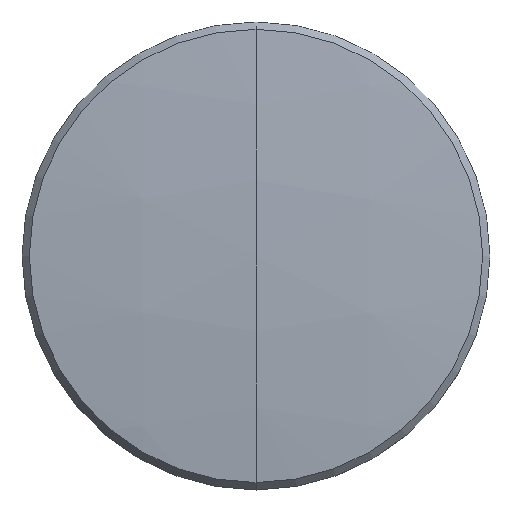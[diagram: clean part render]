
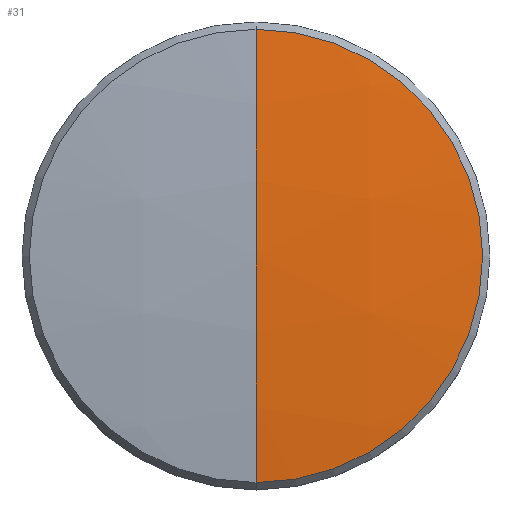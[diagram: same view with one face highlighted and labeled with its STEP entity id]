
A CAD part, top view. The second image highlights one B-rep face of the part: STEP entity #31.
In plain terms, the highlighted spherical face has radius 56.106 mm.
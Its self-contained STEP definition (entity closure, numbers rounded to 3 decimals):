
#28 = AXIS2_PLACEMENT_3D ( 'NONE', #129, #224, #78 ) ;
#31 = ADVANCED_FACE ( 'NONE', ( #36 ), #97, .T. ) ;
#36 = FACE_OUTER_BOUND ( 'NONE', #254, .T. ) ;
#38 = CARTESIAN_POINT ( 'NONE',  ( 0., 0., -54.926 ) ) ;
#41 = CARTESIAN_POINT ( 'NONE',  ( 0., 6.152, 0.842 ) ) ;
#42 = EDGE_CURVE ( 'NONE', #113, #68, #43, .T. ) ;
#43 = CIRCLE ( 'NONE', #265, 56.106 ) ;
#45 = DIRECTION ( 'NONE',  ( 0., 0., 1. ) ) ;
#50 = CIRCLE ( 'NONE', #201, 56.106 ) ;
#68 = VERTEX_POINT ( 'NONE', #125 ) ;
#78 = DIRECTION ( 'NONE',  ( 0., 1., 0. ) ) ;
#80 = DIRECTION ( 'NONE',  ( 1., 0., 0. ) ) ;
#97 = SPHERICAL_SURFACE ( 'NONE', #28, 56.106 ) ;
#104 = ORIENTED_EDGE ( 'NONE', *, *, #144, .T. ) ;
#107 = AXIS2_PLACEMENT_3D ( 'NONE', #160, #45, #163 ) ;
#110 = VERTEX_POINT ( 'NONE', #41 ) ;
#113 = VERTEX_POINT ( 'NONE', #149 ) ;
#125 = CARTESIAN_POINT ( 'NONE',  ( 0., -6.152, 0.842 ) ) ;
#126 = DIRECTION ( 'NONE',  ( 0., 1., 0. ) ) ;
#129 = CARTESIAN_POINT ( 'NONE',  ( 0., 0., -54.926 ) ) ;
#133 = DIRECTION ( 'NONE',  ( -1., 0., 0. ) ) ;
#144 = EDGE_CURVE ( 'NONE', #68, #110, #215, .T. ) ;
#149 = CARTESIAN_POINT ( 'NONE',  ( 0., 0., 1.18 ) ) ;
#160 = CARTESIAN_POINT ( 'NONE',  ( 0., 0., 0.842 ) ) ;
#163 = DIRECTION ( 'NONE',  ( 0., 1., 0. ) ) ;
#164 = EDGE_CURVE ( 'NONE', #113, #110, #50, .T. ) ;
#201 = AXIS2_PLACEMENT_3D ( 'NONE', #257, #133, #255 ) ;
#215 = CIRCLE ( 'NONE', #107, 6.152 ) ;
#224 = DIRECTION ( 'NONE',  ( 1., 0., 0. ) ) ;
#243 = ORIENTED_EDGE ( 'NONE', *, *, #42, .T. ) ;
#254 = EDGE_LOOP ( 'NONE', ( #274, #243, #104 ) ) ;
#255 = DIRECTION ( 'NONE',  ( 0., 0., 1. ) ) ;
#257 = CARTESIAN_POINT ( 'NONE',  ( 0., 0., -54.926 ) ) ;
#265 = AXIS2_PLACEMENT_3D ( 'NONE', #38, #80, #126 ) ;
#274 = ORIENTED_EDGE ( 'NONE', *, *, #164, .F. ) ;
